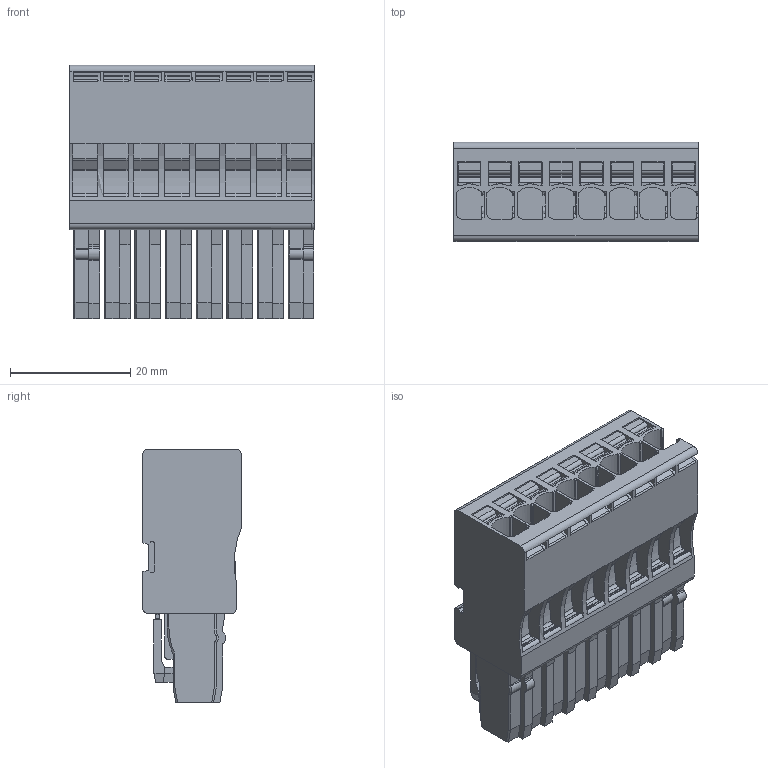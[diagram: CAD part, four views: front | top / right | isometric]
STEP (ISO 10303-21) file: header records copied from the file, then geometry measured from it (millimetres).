
FILE_DESCRIPTION(('CATIA V5R24 STEP','CAx-IF Rec.Pracs.--- Model Styling and Organization---1.2---2011-12-15'),'2;1');
FILE_NAME ('8655155_2', '2017-07-04T06:55:09+00:00', ('Weidmueller Interface'), ('Weidmueller'), 'CATIA Version 5-6 Release 2014 SP4 HF52', 'CATIA V5 STEP AP214', 'none');
FILE_SCHEMA(('AUTOMOTIVE_DESIGN { 1 0 10303 214 1 1 1 1 }'));
Products named in the file (1): 1513730000_APG_2-5_8
Bounding box: 40.8 x 16.5 x 42.25 mm (x, y, z)
Volume: 19403.5 mm3; surface area: 11504.6 mm2
Topology: 9 solids, 16 shells, 2059 faces, 5893 edges, 3882 vertices
Faces by surface type: plane 1170, cylinder 771, extrusion 104, cone 14
Entity records: 68666 total; most frequent: CARTESIAN_POINT 14355, ORIENTED_EDGE 11786, DIRECTION 9120, EDGE_CURVE 5893, VECTOR 4346, LINE 4242, VERTEX_POINT 3882, AXIS2_PLACEMENT_3D 3044
